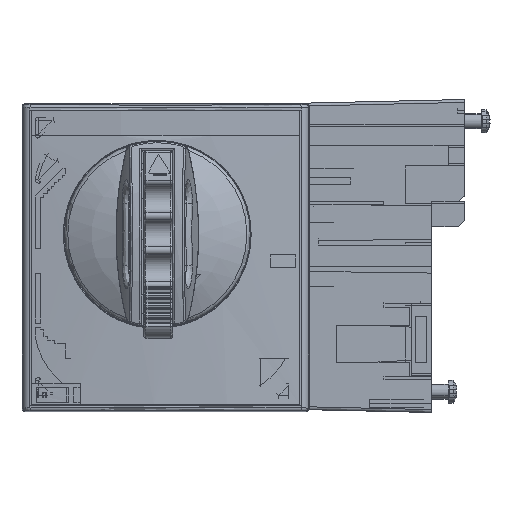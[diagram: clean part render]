
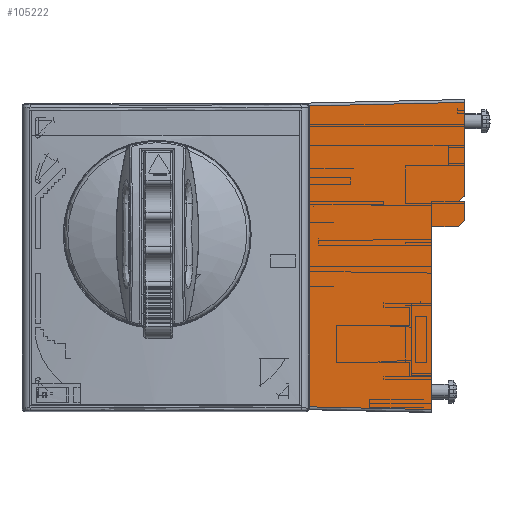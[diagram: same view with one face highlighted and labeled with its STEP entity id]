
A CAD part, left-side view. The second image highlights one B-rep face of the part: STEP entity #105222.
In plain terms, the highlighted planar face has unit normal (-1, 0.023, 0).
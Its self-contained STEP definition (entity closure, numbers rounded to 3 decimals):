
#38866=DIRECTION('',(0.,0.,1.));
#38867=VECTOR('',#38866,4.5);
#38868=CARTESIAN_POINT('',(-35.498,70.,17.5));
#38869=LINE('',#38868,#38867);
#38878=DIRECTION('',(-0.016,-0.707,0.707));
#38879=VECTOR('',#38878,2.122);
#38880=CARTESIAN_POINT('',(-35.464,71.5,16.));
#38881=LINE('',#38880,#38879);
#38902=DIRECTION('',(-0.023,-1.,0.));
#38903=VECTOR('',#38902,6.502);
#38904=CARTESIAN_POINT('',(-35.315,78.,16.));
#38905=LINE('',#38904,#38903);
#38906=DIRECTION('',(0.,0.,-1.));
#38907=VECTOR('',#38906,44.317);
#38908=CARTESIAN_POINT('',(-35.315,78.,16.));
#38909=LINE('',#38908,#38907);
#38910=DIRECTION('',(0.023,0.999,0.023));
#38911=VECTOR('',#38910,31.797);
#38912=CARTESIAN_POINT('',(-35.315,78.,
-28.317));
#38913=LINE('',#38912,#38911);
#38914=DIRECTION('',(-0.023,-0.999,0.023));
#38915=VECTOR('',#38914,39.801);
#38916=CARTESIAN_POINT('',(-34.589,109.78,
45.191));
#38917=LINE('',#38916,#38915);
#38918=DIRECTION('',(0.,0.,-1.));
#38919=VECTOR('',#38918,22.6);
#38920=CARTESIAN_POINT('',(-35.498,70.,
46.1));
#38921=LINE('',#38920,#38919);
#38922=CARTESIAN_POINT('',(-35.315,78.,
-28.317));
#39071=DIRECTION('',(0.,0.,-1.));
#39072=VECTOR('',#39071,72.782);
#39073=CARTESIAN_POINT('',(-34.589,109.78,
45.191));
#39074=LINE('',#39073,#39072);
#40215=DIRECTION('',(-0.016,-0.707,0.707));
#40216=VECTOR('',#40215,2.122);
#40217=CARTESIAN_POINT('',(-35.464,71.5,22.));
#40218=LINE('',#40217,#40216);
#40227=DIRECTION('',(0.023,1.,0.));
#40228=VECTOR('',#40227,1.5);
#40229=CARTESIAN_POINT('',(-35.498,70.,22.));
#40230=LINE('',#40229,#40228);
#52563=VERTEX_POINT('',#38922);
#53324=CARTESIAN_POINT('',(-35.498,70.,
23.5));
#53325=VERTEX_POINT('',#53324);
#53326=CARTESIAN_POINT('',(-35.498,70.,
46.1));
#53327=VERTEX_POINT('',#53326);
#55234=CARTESIAN_POINT('',(-35.464,71.5,16.));
#55235=CARTESIAN_POINT('',(-35.498,70.,17.5));
#55236=VERTEX_POINT('',#55234);
#55237=VERTEX_POINT('',#55235);
#55238=CARTESIAN_POINT('',(-35.315,78.,16.));
#55239=VERTEX_POINT('',#55238);
#55240=CARTESIAN_POINT('',(-34.589,109.78,
-27.591));
#55241=VERTEX_POINT('',#55240);
#55242=CARTESIAN_POINT('',(-34.589,109.78,
45.191));
#55243=VERTEX_POINT('',#55242);
#55244=CARTESIAN_POINT('',(-35.464,71.5,22.));
#55245=VERTEX_POINT('',#55244);
#55252=CARTESIAN_POINT('',(-35.498,70.,22.));
#55253=VERTEX_POINT('',#55252);
#105200=CARTESIAN_POINT('',(-35.043,89.89,
8.891));
#105201=DIRECTION('',(1.,-0.023,0.));
#105202=DIRECTION('',(0.023,1.,0.));
#105203=AXIS2_PLACEMENT_3D('',#105200,#105201,#105202);
#105204=PLANE('',#105203);
#105205=ORIENTED_EDGE('',*,*,#105167,.F.);
#105206=ORIENTED_EDGE('',*,*,#105195,.F.);
#105207=ORIENTED_EDGE('',*,*,#89857,.T.);
#105209=ORIENTED_EDGE('',*,*,#105208,.T.);
#105211=ORIENTED_EDGE('',*,*,#105210,.F.);
#105213=ORIENTED_EDGE('',*,*,#105212,.T.);
#105214=ORIENTED_EDGE('',*,*,#92310,.T.);
#105216=ORIENTED_EDGE('',*,*,#105215,.F.);
#105218=ORIENTED_EDGE('',*,*,#105217,.F.);
#105219=ORIENTED_EDGE('',*,*,#105148,.F.);
#105220=EDGE_LOOP('',(#105205,#105206,#105207,#105209,#105211,#105213,#105214,
#105216,#105218,#105219));
#105221=FACE_OUTER_BOUND('',#105220,.F.);
#89857=EDGE_CURVE('',#55239,#52563,#38909,.T.);
#92310=EDGE_CURVE('',#53327,#53325,#38921,.T.);
#105148=EDGE_CURVE('',#55237,#55253,#38869,.T.);
#105167=EDGE_CURVE('',#55236,#55237,#38881,.T.);
#105195=EDGE_CURVE('',#55239,#55236,#38905,.T.);
#105208=EDGE_CURVE('',#52563,#55241,#38913,.T.);
#105210=EDGE_CURVE('',#55243,#55241,#39074,.T.);
#105212=EDGE_CURVE('',#55243,#53327,#38917,.T.);
#105215=EDGE_CURVE('',#55245,#53325,#40218,.T.);
#105217=EDGE_CURVE('',#55253,#55245,#40230,.T.);
#105222=ADVANCED_FACE('',(#105221),#105204,.F.);
